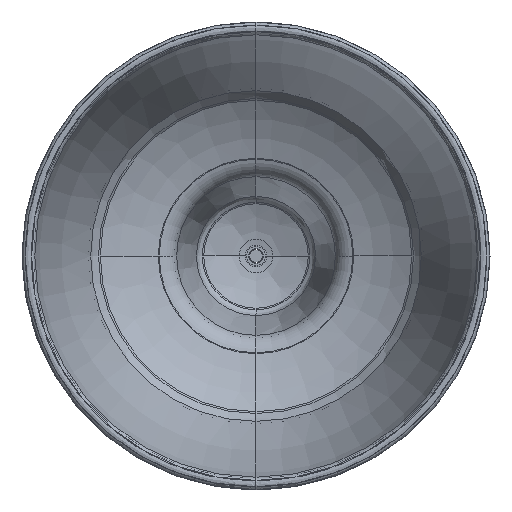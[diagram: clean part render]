
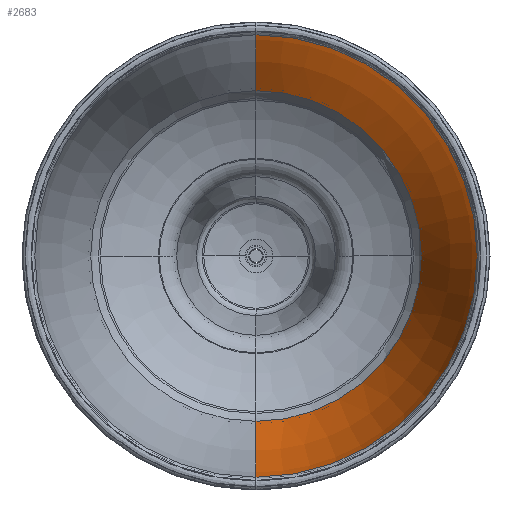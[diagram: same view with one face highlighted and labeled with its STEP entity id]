
A CAD part, front view. The second image highlights one B-rep face of the part: STEP entity #2683.
In plain terms, the highlighted toroidal (fillet/blend) face has major radius 311.51 mm and minor radius 423.5 mm.
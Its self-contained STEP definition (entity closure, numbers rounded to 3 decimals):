
#265 = CARTESIAN_POINT ( 'NONE',  ( 0., -821.848, -77.725 ) ) ;
#443 = DIRECTION ( 'NONE',  ( 0., -1., 0. ) ) ;
#701 = CARTESIAN_POINT ( 'NONE',  ( 0., -988.728, 0. ) ) ;
#765 = FACE_OUTER_BOUND ( 'NONE', #15832, .T. ) ;
#1814 = ORIENTED_EDGE ( 'NONE', *, *, #16163, .F. ) ;
#2027 = DIRECTION ( 'NONE',  ( 0., 0., 1. ) ) ;
#2135 = ORIENTED_EDGE ( 'NONE', *, *, #9045, .T. ) ;
#2683 = ADVANCED_FACE ( 'NONE', ( #765 ), #7316, .F. ) ;
#3287 = CIRCLE ( 'NONE', #4750, 423.5 ) ;
#3388 = CARTESIAN_POINT ( 'NONE',  ( 0., -988.728, 311.51 ) ) ;
#3413 = CIRCLE ( 'NONE', #5656, 77.725 ) ;
#4016 = VERTEX_POINT ( 'NONE', #5852 ) ;
#4049 = VERTEX_POINT ( 'NONE', #6237 ) ;
#4438 = AXIS2_PLACEMENT_3D ( 'NONE', #3388, #9665, #16082 ) ;
#4750 = AXIS2_PLACEMENT_3D ( 'NONE', #10729, #15792, #7085 ) ;
#4919 = VERTEX_POINT ( 'NONE', #5015 ) ;
#5015 = CARTESIAN_POINT ( 'NONE',  ( 0., -821.848, 77.725 ) ) ;
#5459 = ORIENTED_EDGE ( 'NONE', *, *, #9596, .F. ) ;
#5656 = AXIS2_PLACEMENT_3D ( 'NONE', #13319, #12167, #5855 ) ;
#5852 = CARTESIAN_POINT ( 'NONE',  ( 0., -934.373, 108.488 ) ) ;
#5855 = DIRECTION ( 'NONE',  ( 0., 0., -1. ) ) ;
#5939 = EDGE_CURVE ( 'NONE', #4049, #4016, #12551, .T. ) ;
#6237 = CARTESIAN_POINT ( 'NONE',  ( 0., -934.373, -108.488 ) ) ;
#7085 = DIRECTION ( 'NONE',  ( 0., 0., 1. ) ) ;
#7316 = TOROIDAL_SURFACE ( 'NONE', #9444, -311.51, 423.5 ) ;
#8123 = CARTESIAN_POINT ( 'NONE',  ( 0., -934.373, 0. ) ) ;
#8611 = CIRCLE ( 'NONE', #4438, 423.5 ) ;
#9045 = EDGE_CURVE ( 'NONE', #4016, #4919, #3287, .T. ) ;
#9279 = DIRECTION ( 'NONE',  ( 1., 0., 0. ) ) ;
#9444 = AXIS2_PLACEMENT_3D ( 'NONE', #701, #14737, #2027 ) ;
#9596 = EDGE_CURVE ( 'NONE', #4049, #14604, #8611, .T. ) ;
#9665 = DIRECTION ( 'NONE',  ( 1., 0., 0. ) ) ;
#10729 = CARTESIAN_POINT ( 'NONE',  ( 0., -988.728, -311.51 ) ) ;
#12167 = DIRECTION ( 'NONE',  ( 0., -1., 0. ) ) ;
#12551 = CIRCLE ( 'NONE', #15201, 108.488 ) ;
#13319 = CARTESIAN_POINT ( 'NONE',  ( 0., -821.848, 0. ) ) ;
#14533 = ORIENTED_EDGE ( 'NONE', *, *, #5939, .T. ) ;
#14604 = VERTEX_POINT ( 'NONE', #265 ) ;
#14737 = DIRECTION ( 'NONE',  ( 0., 1., 0. ) ) ;
#15201 = AXIS2_PLACEMENT_3D ( 'NONE', #8123, #443, #9279 ) ;
#15792 = DIRECTION ( 'NONE',  ( -1., 0., 0. ) ) ;
#15832 = EDGE_LOOP ( 'NONE', ( #5459, #14533, #2135, #1814 ) ) ;
#16082 = DIRECTION ( 'NONE',  ( 0., 0., -1. ) ) ;
#16163 = EDGE_CURVE ( 'NONE', #14604, #4919, #3413, .T. ) ;
